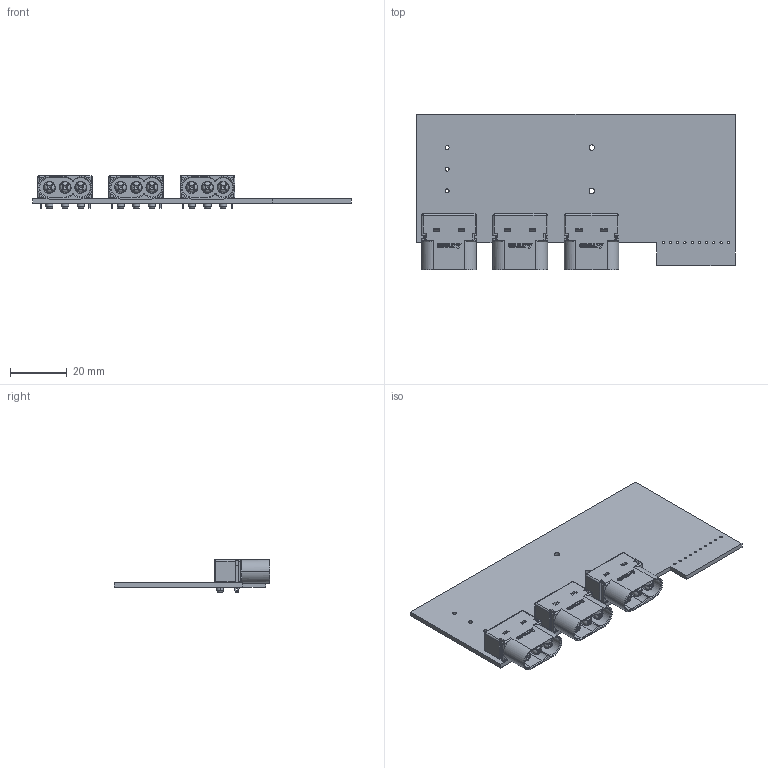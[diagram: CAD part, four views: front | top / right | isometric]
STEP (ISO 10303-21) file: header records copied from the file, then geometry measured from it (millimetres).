
FILE_DESCRIPTION(('KiCad electronic assembly'),'2;1');
FILE_NAME('bus1.step','2024-04-02T11:07:35',('Pcbnew'),('Kicad'), 'Open CASCADE STEP processor 7.7','KiCad to STEP converter','Unknown' );
FILE_SCHEMA(('AUTOMOTIVE_DESIGN { 1 0 10303 214 1 1 1 1 }'));
Length unit declared in the file: millimetre
Products named in the file (4): bus1 1; MR60PW-M_3D_DRAWING; MR60PW-M 3D DRAWING; _autosave-bus1_PCB
Assembly tree (5 placements, depth 3):
  bus1 1
    MR60PW-M_3D_DRAWING  x3
      MR60PW-M 3D DRAWING
    _autosave-bus1_PCB
Bounding box: 111.82 x 54.46 x 11.45 mm (x, y, z)
Volume: 13404.9 mm3; surface area: 20788.9 mm2
Topology: 4 solids, 13 shells, 2439 faces, 6744 edges, 4337 vertices
Faces by surface type: plane 1851, cylinder 276, bspline 168, cone 108, revolution 36
Full cylindrical faces by diameter (mm): 0.78 x10, 1.4 x3, 1.91 x2, 2.95 x9
Entity records: 29735 total; most frequent: CARTESIAN_POINT 8117, ORIENTED_EDGE 4666, DIRECTION 4099, EDGE_CURVE 2333, LINE 1829, VECTOR 1829, VERTEX_POINT 1519, AXIS2_PLACEMENT_3D 1129
